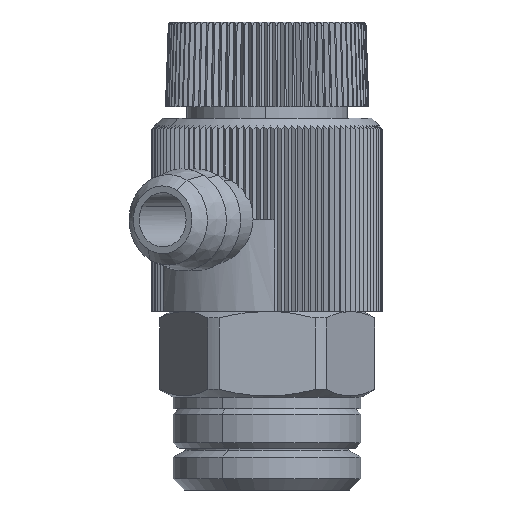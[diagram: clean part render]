
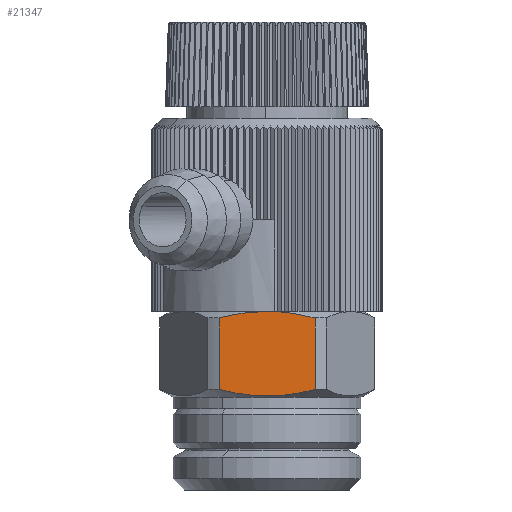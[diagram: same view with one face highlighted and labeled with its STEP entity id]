
A CAD part, front view. The second image highlights one B-rep face of the part: STEP entity #21347.
In plain terms, the highlighted planar face has unit normal (0, -1, 0).
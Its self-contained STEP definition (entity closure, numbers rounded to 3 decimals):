
#21307=AXIS2_PLACEMENT_3D('Plane Axis2P3D',#21304,#21305,#21306) ;
#20990=CARTESIAN_POINT('Vertex',(-0.607,-16.9,26.722)) ;
#20994=CARTESIAN_POINT('Control Point',(-0.607,-16.9,26.722)) ;
#20995=CARTESIAN_POINT('Control Point',(-2.342,-16.9,26.275)) ;
#20996=CARTESIAN_POINT('Control Point',(-4.041,-16.9,26.022)) ;
#20997=CARTESIAN_POINT('Control Point',(-5.658,-16.9,26.022)) ;
#20998=CARTESIAN_POINT('Control Point',(-7.357,-16.9,26.275)) ;
#20999=CARTESIAN_POINT('Control Point',(-9.092,-16.9,26.722)) ;
#21000=CARTESIAN_POINT('Vertex',(-9.092,-16.9,26.722)) ;
#21285=CARTESIAN_POINT('Line Origine',(-9.092,-16.9,29.83)) ;
#21289=CARTESIAN_POINT('Vertex',(-9.092,-16.9,33.052)) ;
#21304=CARTESIAN_POINT('Axis2P3D Location',(0.058,-16.9,33.63)) ;
#21309=CARTESIAN_POINT('Line Origine',(-0.607,-16.9,29.887)) ;
#21313=CARTESIAN_POINT('Vertex',(-0.607,-16.9,33.052)) ;
#21317=CARTESIAN_POINT('Control Point',(-0.607,-16.9,33.052)) ;
#21318=CARTESIAN_POINT('Control Point',(-1.124,-16.9,33.186)) ;
#21319=CARTESIAN_POINT('Control Point',(-1.636,-16.9,33.302)) ;
#21320=CARTESIAN_POINT('Control Point',(-2.144,-16.9,33.398)) ;
#21321=CARTESIAN_POINT('Control Point',(-2.992,-16.9,33.528)) ;
#21322=CARTESIAN_POINT('Control Point',(-3.83,-16.9,33.6)) ;
#21323=CARTESIAN_POINT('Control Point',(-4.17,-16.9,33.62)) ;
#21324=CARTESIAN_POINT('Control Point',(-4.51,-16.9,33.63)) ;
#21325=CARTESIAN_POINT('Control Point',(-4.85,-16.9,33.63)) ;
#21326=CARTESIAN_POINT('Vertex',(-4.85,-16.9,33.63)) ;
#21330=CARTESIAN_POINT('Control Point',(-4.85,-16.9,33.63)) ;
#21331=CARTESIAN_POINT('Control Point',(-5.189,-16.9,33.63)) ;
#21332=CARTESIAN_POINT('Control Point',(-5.529,-16.9,33.62)) ;
#21333=CARTESIAN_POINT('Control Point',(-5.869,-16.9,33.6)) ;
#21334=CARTESIAN_POINT('Control Point',(-6.707,-16.9,33.528)) ;
#21335=CARTESIAN_POINT('Control Point',(-7.555,-16.9,33.398)) ;
#21336=CARTESIAN_POINT('Control Point',(-8.063,-16.9,33.302)) ;
#21337=CARTESIAN_POINT('Control Point',(-8.575,-16.9,33.186)) ;
#21338=CARTESIAN_POINT('Control Point',(-9.092,-16.9,33.052)) ;
#21286=DIRECTION('Vector Direction',(0.,0.,-1.)) ;
#21305=DIRECTION('Axis2P3D Direction',(-0.,-1.,-0.)) ;
#21306=DIRECTION('Axis2P3D XDirection',(-1.,0.,0.)) ;
#21310=DIRECTION('Vector Direction',(0.,0.,-1.)) ;
#21287=VECTOR('Line Direction',#21286,1.) ;
#21311=VECTOR('Line Direction',#21310,1.) ;
#21341=ORIENTED_EDGE('',*,*,#21315,.F.) ;
#21342=ORIENTED_EDGE('',*,*,#21328,.T.) ;
#21343=ORIENTED_EDGE('',*,*,#21339,.T.) ;
#21344=ORIENTED_EDGE('',*,*,#21291,.T.) ;
#21345=ORIENTED_EDGE('',*,*,#21002,.F.) ;
#21347=ADVANCED_FACE('PartBody',(#21346),#21308,.T.) ;
#20993=B_SPLINE_CURVE_WITH_KNOTS('',5,(#20994,#20995,#20996,#20997,#20998,#20999),.UNSPECIFIED.,.F.,.U.,(6,6),(0.,12.957),.UNSPECIFIED.) ;
#21316=B_SPLINE_CURVE_WITH_KNOTS('',5,(#21317,#21318,#21319,#21320,#21321,#21322,#21323,#21324,#21325),.UNSPECIFIED.,.F.,.U.,(6,3,6),(0.,3.939,6.647),.UNSPECIFIED.) ;
#21329=B_SPLINE_CURVE_WITH_KNOTS('',5,(#21330,#21331,#21332,#21333,#21334,#21335,#21336,#21337,#21338),.UNSPECIFIED.,.F.,.U.,(6,3,6),(6.647,9.354,13.293),.UNSPECIFIED.) ;
#21002=EDGE_CURVE('',#20991,#21001,#20993,.T.) ;
#21291=EDGE_CURVE('',#21290,#21001,#21288,.T.) ;
#21315=EDGE_CURVE('',#21314,#20991,#21312,.T.) ;
#21328=EDGE_CURVE('',#21314,#21327,#21316,.T.) ;
#21339=EDGE_CURVE('',#21327,#21290,#21329,.T.) ;
#21340=EDGE_LOOP('',(#21341,#21342,#21343,#21344,#21345)) ;
#21346=FACE_OUTER_BOUND('',#21340,.T.) ;
#21288=LINE('Line',#21285,#21287) ;
#21312=LINE('Line',#21309,#21311) ;
#21308=PLANE('',#21307) ;
#20991=VERTEX_POINT('',#20990) ;
#21001=VERTEX_POINT('',#21000) ;
#21290=VERTEX_POINT('',#21289) ;
#21314=VERTEX_POINT('',#21313) ;
#21327=VERTEX_POINT('',#21326) ;
